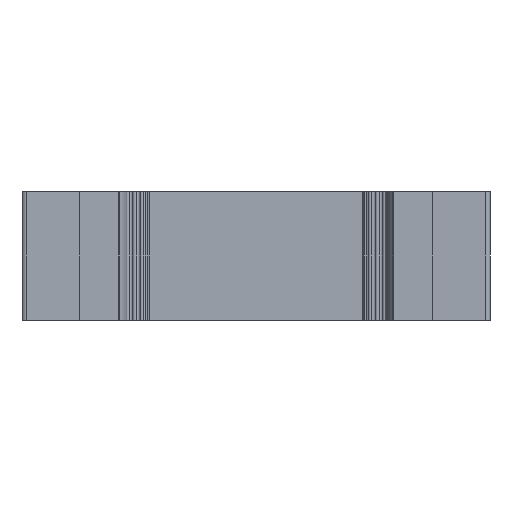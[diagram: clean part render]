
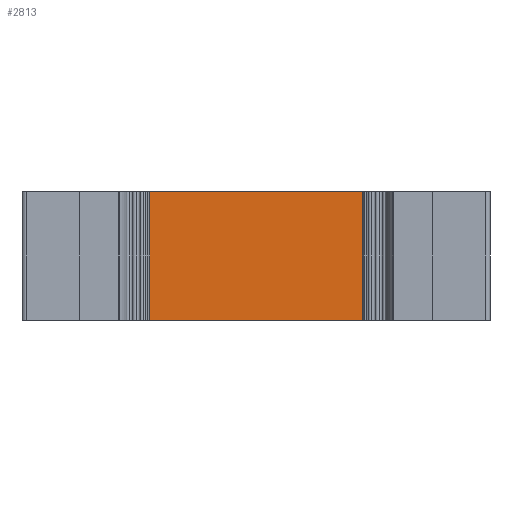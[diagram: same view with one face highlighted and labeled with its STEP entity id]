
A CAD part, front view. The second image highlights one B-rep face of the part: STEP entity #2813.
In plain terms, the highlighted planar face has unit normal (0, -1, 0).
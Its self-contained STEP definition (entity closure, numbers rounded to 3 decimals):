
#55=DIRECTION('',(1.,0.,0.));
#56=VECTOR('',#55,26.52);
#57=CARTESIAN_POINT('',(-13.26,-23.5,-8.));
#58=LINE('',#57,#56);
#647=DIRECTION('',(0.,0.,1.));
#648=VECTOR('',#647,16.);
#649=CARTESIAN_POINT('',(13.26,-23.5,-8.));
#650=LINE('',#649,#648);
#651=DIRECTION('',(0.,0.,1.));
#652=VECTOR('',#651,16.);
#653=CARTESIAN_POINT('',(-13.26,-23.5,-8.));
#654=LINE('',#653,#652);
#954=DIRECTION('',(1.,0.,0.));
#955=VECTOR('',#954,26.52);
#956=CARTESIAN_POINT('',(-13.26,-23.5,8.));
#957=LINE('',#956,#955);
#1397=CARTESIAN_POINT('',(-13.26,-23.5,-8.));
#1398=VERTEX_POINT('',#1397);
#1399=CARTESIAN_POINT('',(13.26,-23.5,-8.));
#1400=VERTEX_POINT('',#1399);
#1527=CARTESIAN_POINT('',(-13.26,-23.5,8.));
#1528=VERTEX_POINT('',#1527);
#1529=CARTESIAN_POINT('',(13.26,-23.5,8.));
#1530=VERTEX_POINT('',#1529);
#2800=CARTESIAN_POINT('',(-13.26,-23.5,-8.));
#2801=DIRECTION('',(0.,-1.,0.));
#2802=DIRECTION('',(1.,0.,0.));
#2803=AXIS2_PLACEMENT_3D('',#2800,#2801,#2802);
#2804=PLANE('',#2803);
#2805=ORIENTED_EDGE('',*,*,#1810,.F.);
#2807=ORIENTED_EDGE('',*,*,#2806,.T.);
#2809=ORIENTED_EDGE('',*,*,#2808,.T.);
#2810=ORIENTED_EDGE('',*,*,#2792,.F.);
#2811=EDGE_LOOP('',(#2805,#2807,#2809,#2810));
#2812=FACE_OUTER_BOUND('',#2811,.F.);
#1810=EDGE_CURVE('',#1398,#1400,#58,.T.);
#2792=EDGE_CURVE('',#1400,#1530,#650,.T.);
#2806=EDGE_CURVE('',#1398,#1528,#654,.T.);
#2808=EDGE_CURVE('',#1528,#1530,#957,.T.);
#2813=ADVANCED_FACE('',(#2812),#2804,.T.);
